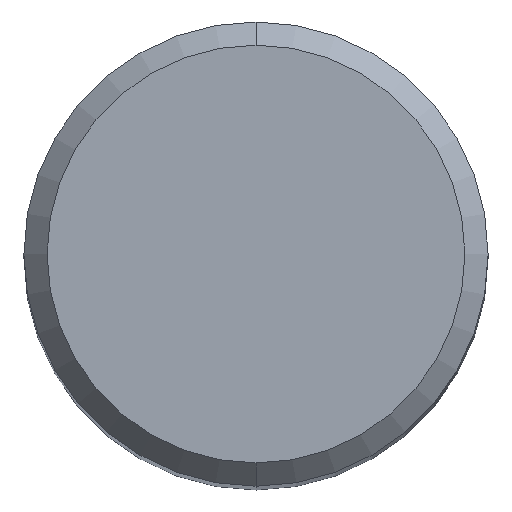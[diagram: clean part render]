
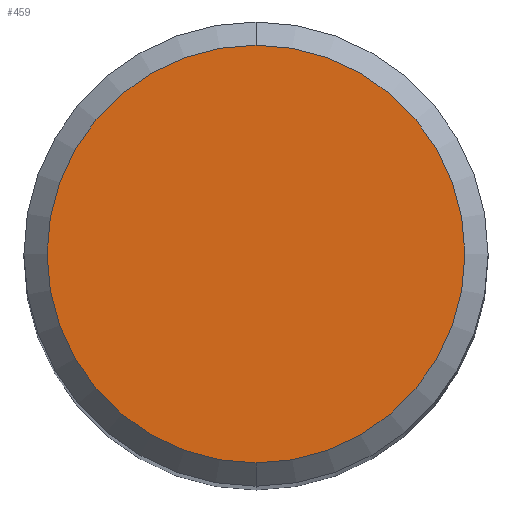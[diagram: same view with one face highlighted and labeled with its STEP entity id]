
A CAD part, top view. The second image highlights one B-rep face of the part: STEP entity #459.
In plain terms, the highlighted planar face has unit normal (0, 0, 1).
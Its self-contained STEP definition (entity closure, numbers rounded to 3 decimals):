
#405=VERTEX_POINT('',#1030);
#459=ADVANCED_FACE('',(#1087),#1088,.T.);
#497=EDGE_CURVE('',#405,#505,#1130,.T.);
#505=VERTEX_POINT('',#1140);
#751=EDGE_CURVE('',#505,#405,#1411,.T.);
#1030=CARTESIAN_POINT('',(0.0,3.6,0.0));
#1087=FACE_OUTER_BOUND('',#3426,.T.);
#1088=PLANE('',#3427);
#1130=CIRCLE('',#4848,3.6);
#1140=CARTESIAN_POINT('',(0.,-3.6,0.0));
#1411=CIRCLE('',#8686,3.6);
#3426=EDGE_LOOP('',(#9677,#9678));
#3427=AXIS2_PLACEMENT_3D('',#9679,#9680,#9681);
#4848=AXIS2_PLACEMENT_3D('',#9718,#9719,#9720);
#8686=AXIS2_PLACEMENT_3D('',#10056,#10057,#10058);
#9677=ORIENTED_EDGE('',*,*,#497,.F.);
#9678=ORIENTED_EDGE('',*,*,#751,.F.);
#9679=CARTESIAN_POINT('',(0.0,1.8,0.0));
#9680=DIRECTION('',(-0.0,0.0,1.0));
#9681=DIRECTION('',(0.0,-1.0,0.0));
#9718=CARTESIAN_POINT('',(0.0,0.0,0.0));
#9719=DIRECTION('',(0.0,0.0,-1.0));
#9720=DIRECTION('',(0.0,1.0,0.0));
#10056=CARTESIAN_POINT('',(0.0,0.0,0.0));
#10057=DIRECTION('',(0.0,0.0,-1.0));
#10058=DIRECTION('',(0.0,1.0,0.0));
